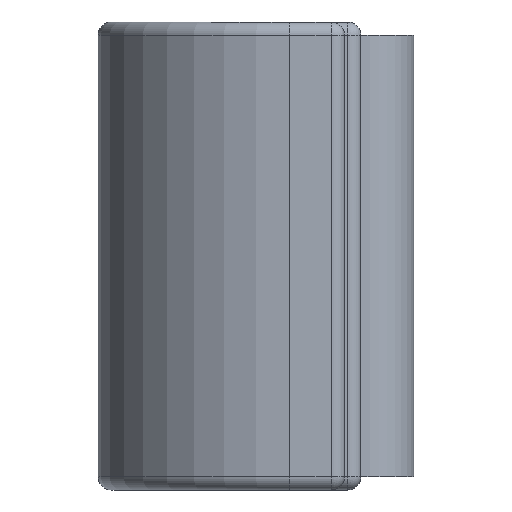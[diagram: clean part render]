
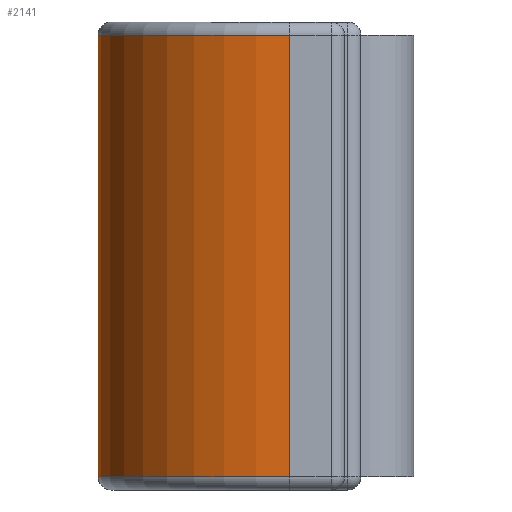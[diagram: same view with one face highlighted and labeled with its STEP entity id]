
A CAD part, left-side view. The second image highlights one B-rep face of the part: STEP entity #2141.
In plain terms, the highlighted cylindrical face has radius 11.011 mm (diameter 22.022 mm), a partial arc.
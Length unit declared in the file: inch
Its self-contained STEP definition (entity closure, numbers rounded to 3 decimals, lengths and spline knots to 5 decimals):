
#70 = AXIS2_PLACEMENT_3D ( 'NONE', #707, #2638, #986 ) ;
#109 = EDGE_CURVE ( 'NONE', #957, #615, #2829, .T. ) ;
#217 = CARTESIAN_POINT ( 'NONE',  ( -0.1915, 0.2815, -0.5 ) ) ;
#399 = CARTESIAN_POINT ( 'NONE',  ( -1.0585, 0.2815, 0.5 ) ) ;
#590 = CARTESIAN_POINT ( 'NONE',  ( -0.625, 0.2815, -0.5 ) ) ;
#615 = VERTEX_POINT ( 'NONE', #399 ) ;
#688 = ORIENTED_EDGE ( 'NONE', *, *, #2821, .T. ) ;
#702 = EDGE_CURVE ( 'NONE', #615, #1788, #1843, .T. ) ;
#707 = CARTESIAN_POINT ( 'NONE',  ( -0.625, 0.2815, 0.5 ) ) ;
#720 = CARTESIAN_POINT ( 'NONE',  ( -0.1915, 0.2815, 0.5 ) ) ;
#803 = CARTESIAN_POINT ( 'NONE',  ( -1.0585, 0.2815, -0.5 ) ) ;
#873 = DIRECTION ( 'NONE',  ( 1., 0., 0. ) ) ;
#957 = VERTEX_POINT ( 'NONE', #2133 ) ;
#986 = DIRECTION ( 'NONE',  ( 1., 0., 0. ) ) ;
#1070 = CARTESIAN_POINT ( 'NONE',  ( -0.625, 0.2815, 0. ) ) ;
#1085 = DIRECTION ( 'NONE',  ( 1., 0., 0. ) ) ;
#1137 = ORIENTED_EDGE ( 'NONE', *, *, #1478, .T. ) ;
#1390 = ORIENTED_EDGE ( 'NONE', *, *, #109, .F. ) ;
#1424 = CYLINDRICAL_SURFACE ( 'NONE', #1836, 0.4335 ) ;
#1440 = DIRECTION ( 'NONE',  ( 0., 0., -1. ) ) ;
#1478 = EDGE_CURVE ( 'NONE', #2759, #1788, #1833, .T. ) ;
#1775 = FACE_OUTER_BOUND ( 'NONE', #1993, .T. ) ;
#1788 = VERTEX_POINT ( 'NONE', #803 ) ;
#1833 = CIRCLE ( 'NONE', #3501, 0.4335 ) ;
#1836 = AXIS2_PLACEMENT_3D ( 'NONE', #1070, #2148, #1085 ) ;
#1843 = LINE ( 'NONE', #3093, #2497 ) ;
#1862 = VECTOR ( 'NONE', #2658, 39.37008 ) ;
#1993 = EDGE_LOOP ( 'NONE', ( #688, #1137, #2063, #1390 ) ) ;
#2063 = ORIENTED_EDGE ( 'NONE', *, *, #702, .F. ) ;
#2133 = CARTESIAN_POINT ( 'NONE',  ( -0.1915, 0.2815, 0.5 ) ) ;
#2141 = ADVANCED_FACE ( 'NONE', ( #1775 ), #1424, .T. ) ;
#2148 = DIRECTION ( 'NONE',  ( 0., 0., 1. ) ) ;
#2497 = VECTOR ( 'NONE', #1440, 39.37008 ) ;
#2539 = DIRECTION ( 'NONE',  ( 0., 0., 1. ) ) ;
#2590 = LINE ( 'NONE', #720, #1862 ) ;
#2638 = DIRECTION ( 'NONE',  ( 0., 0., 1. ) ) ;
#2658 = DIRECTION ( 'NONE',  ( 0., 0., -1. ) ) ;
#2759 = VERTEX_POINT ( 'NONE', #217 ) ;
#2821 = EDGE_CURVE ( 'NONE', #957, #2759, #2590, .T. ) ;
#2829 = CIRCLE ( 'NONE', #70, 0.4335 ) ;
#3093 = CARTESIAN_POINT ( 'NONE',  ( -1.0585, 0.2815, 0.5 ) ) ;
#3501 = AXIS2_PLACEMENT_3D ( 'NONE', #590, #2539, #873 ) ;
